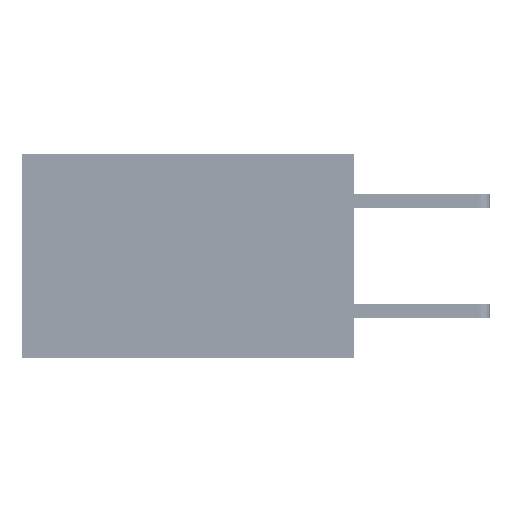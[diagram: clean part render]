
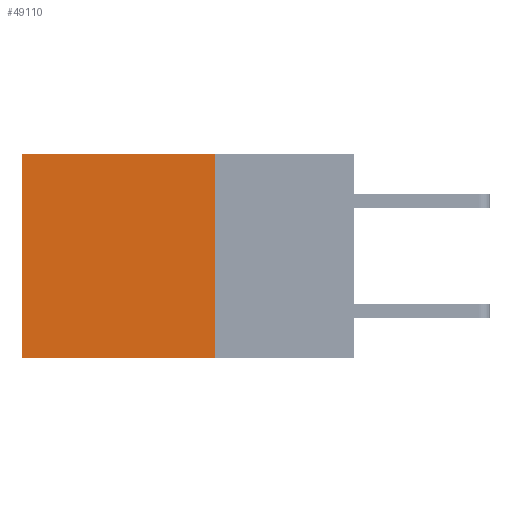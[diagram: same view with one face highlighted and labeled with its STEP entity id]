
A CAD part, left-side view. The second image highlights one B-rep face of the part: STEP entity #49110.
In plain terms, the highlighted planar face has unit normal (-1, 0, 0).
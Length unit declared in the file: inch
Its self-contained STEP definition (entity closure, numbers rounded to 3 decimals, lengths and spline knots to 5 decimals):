
#458 = ORIENTED_EDGE ( 'NONE', *, *, #28164, .F. ) ;
#1033 = DIRECTION ( 'NONE',  ( 0., 1., 0. ) ) ;
#4730 = VECTOR ( 'NONE', #14814, 39.37008 ) ;
#7338 = EDGE_CURVE ( 'NONE', #39269, #22080, #19563, .T. ) ;
#8840 = VECTOR ( 'NONE', #17672, 39.37008 ) ;
#10268 = DIRECTION ( 'NONE',  ( 0., 0., -1. ) ) ;
#11574 = CARTESIAN_POINT ( 'NONE',  ( 0.2875, 0.25, 0. ) ) ;
#13489 = DIRECTION ( 'NONE',  ( 1., 0., 0. ) ) ;
#14814 = DIRECTION ( 'NONE',  ( 0., 1., 0. ) ) ;
#16474 = FACE_OUTER_BOUND ( 'NONE', #35424, .T. ) ;
#17297 = CARTESIAN_POINT ( 'NONE',  ( 0.2875, 0.25, -0.37 ) ) ;
#17672 = DIRECTION ( 'NONE',  ( 0., 0., -1. ) ) ;
#19563 = LINE ( 'NONE', #41876, #8840 ) ;
#19885 = LINE ( 'NONE', #38856, #4730 ) ;
#20427 = ORIENTED_EDGE ( 'NONE', *, *, #7338, .T. ) ;
#20925 = DIRECTION ( 'NONE',  ( 0., 0., -1. ) ) ;
#21269 = ORIENTED_EDGE ( 'NONE', *, *, #24931, .T. ) ;
#21776 = VERTEX_POINT ( 'NONE', #11574 ) ;
#22080 = VERTEX_POINT ( 'NONE', #41208 ) ;
#22991 = LINE ( 'NONE', #25962, #23585 ) ;
#23585 = VECTOR ( 'NONE', #10268, 39.37008 ) ;
#24888 = CARTESIAN_POINT ( 'NONE',  ( 0.2875, 0.6, 0. ) ) ;
#24931 = EDGE_CURVE ( 'NONE', #21776, #39269, #19885, .T. ) ;
#25314 = PLANE ( 'NONE',  #31928 ) ;
#25962 = CARTESIAN_POINT ( 'NONE',  ( 0.2875, 0.25, 0. ) ) ;
#27125 = VECTOR ( 'NONE', #1033, 39.37008 ) ;
#28164 = EDGE_CURVE ( 'NONE', #39023, #22080, #47371, .T. ) ;
#31928 = AXIS2_PLACEMENT_3D ( 'NONE', #33262, #13489, #20925 ) ;
#33262 = CARTESIAN_POINT ( 'NONE',  ( 0.2875, 0.25, 0. ) ) ;
#35241 = EDGE_CURVE ( 'NONE', #21776, #39023, #22991, .T. ) ;
#35424 = EDGE_LOOP ( 'NONE', ( #20427, #458, #42586, #21269 ) ) ;
#38856 = CARTESIAN_POINT ( 'NONE',  ( 0.2875, 0.25, 0. ) ) ;
#39023 = VERTEX_POINT ( 'NONE', #51416 ) ;
#39269 = VERTEX_POINT ( 'NONE', #24888 ) ;
#41208 = CARTESIAN_POINT ( 'NONE',  ( 0.2875, 0.6, -0.37 ) ) ;
#41876 = CARTESIAN_POINT ( 'NONE',  ( 0.2875, 0.6, 0. ) ) ;
#42586 = ORIENTED_EDGE ( 'NONE', *, *, #35241, .F. ) ;
#47371 = LINE ( 'NONE', #17297, #27125 ) ;
#49110 = ADVANCED_FACE ( 'NONE', ( #16474 ), #25314, .F. ) ;
#51416 = CARTESIAN_POINT ( 'NONE',  ( 0.2875, 0.25, -0.37 ) ) ;
